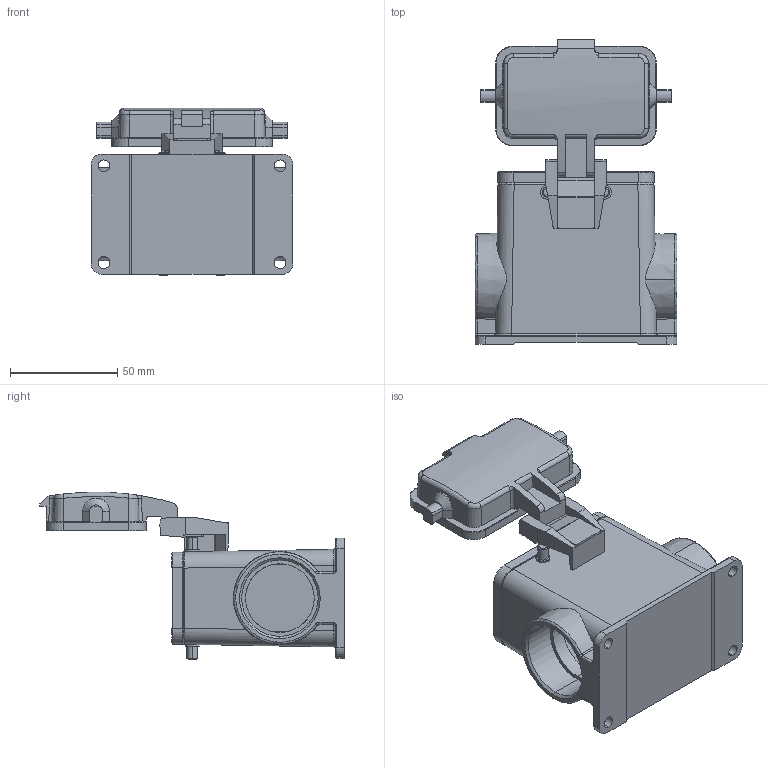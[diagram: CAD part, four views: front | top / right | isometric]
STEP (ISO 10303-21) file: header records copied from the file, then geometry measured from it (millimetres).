
FILE_DESCRIPTION(/* description */ (''),/* implementation_level */ '2;1');
FILE_NAME(/* name */ '3D_1240102705012_HV10B-SFH-4B-CV-PG29_V1.1.STP',/* time_stamp */ '2023-12-11T19:25:26+08:00',/* author */ (''),/* organization */ (''),/* preprocessor_version */ 'ST-DEVELOPER v18.1',/* originating_system */ 'SIEMENS PLM Software NX 1980',/* authorisation */ '');
FILE_SCHEMA (('AUTOMOTIVE_DESIGN { 1 0 10303 214 3 1 1 1 }'));
Length unit declared in the file: millimetre
Products named in the file (1): 14594EA0BA96i0i0
Bounding box: 94 x 141.82 x 78.13 mm (x, y, z)
Volume: 148443.7 mm3; surface area: 66647.1 mm2
Topology: 1 solids, 1 shells, 526 faces, 1346 edges, 849 vertices
Faces by surface type: plane 214, cylinder 212, torus 48, cone 40, bspline 12
Entity records: 17496 total; most frequent: CARTESIAN_POINT 5029, ORIENTED_EDGE 2690, DIRECTION 2492, EDGE_CURVE 1345, AXIS2_PLACEMENT_3D 879, VERTEX_POINT 849, LINE 734, VECTOR 734
